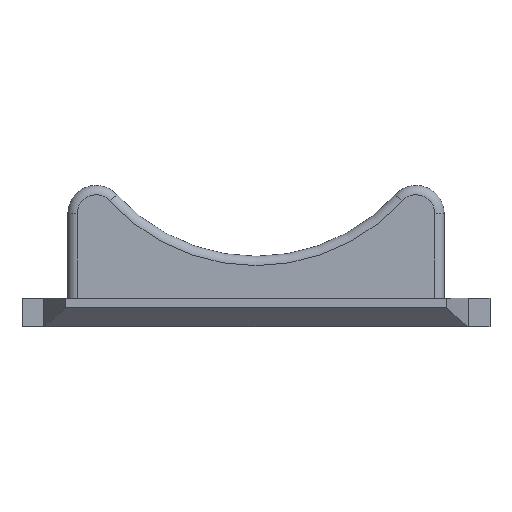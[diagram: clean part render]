
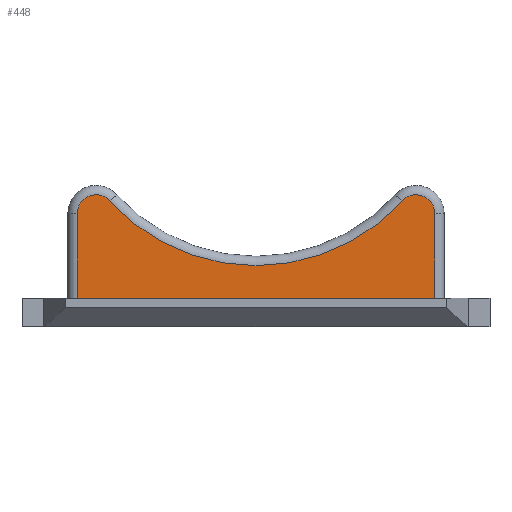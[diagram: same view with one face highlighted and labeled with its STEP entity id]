
A CAD part, top view. The second image highlights one B-rep face of the part: STEP entity #448.
In plain terms, the highlighted planar face has unit normal (0, 0, 1).
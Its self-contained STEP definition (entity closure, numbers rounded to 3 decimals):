
#39=FACE_OUTER_BOUND('',#66,.T.);
#66=EDGE_LOOP('',(#357,#358,#359,#360,#361,#362));
#83=LINE('',#684,#124);
#113=LINE('',#754,#154);
#114=LINE('',#761,#155);
#124=VECTOR('',#538,10.);
#154=VECTOR('',#600,10.);
#155=VECTOR('',#607,10.);
#171=CIRCLE('',#497,2.);
#172=CIRCLE('',#498,21.1);
#173=CIRCLE('',#499,2.);
#191=VERTEX_POINT('',#681);
#192=VERTEX_POINT('',#683);
#216=VERTEX_POINT('',#753);
#217=VERTEX_POINT('',#755);
#218=VERTEX_POINT('',#757);
#219=VERTEX_POINT('',#759);
#231=EDGE_CURVE('',#192,#191,#83,.T.);
#266=EDGE_CURVE('',#216,#191,#113,.T.);
#267=EDGE_CURVE('',#217,#216,#171,.T.);
#268=EDGE_CURVE('',#218,#217,#172,.T.);
#269=EDGE_CURVE('',#219,#218,#173,.T.);
#270=EDGE_CURVE('',#192,#219,#114,.T.);
#357=ORIENTED_EDGE('',*,*,#231,.T.);
#358=ORIENTED_EDGE('',*,*,#266,.F.);
#359=ORIENTED_EDGE('',*,*,#267,.F.);
#360=ORIENTED_EDGE('',*,*,#268,.F.);
#361=ORIENTED_EDGE('',*,*,#269,.F.);
#362=ORIENTED_EDGE('',*,*,#270,.F.);
#434=PLANE('',#496);
#448=ADVANCED_FACE('',(#39),#434,.T.);
#496=AXIS2_PLACEMENT_3D('',#752,#598,#599);
#497=AXIS2_PLACEMENT_3D('',#756,#601,#602);
#498=AXIS2_PLACEMENT_3D('',#758,#603,#604);
#499=AXIS2_PLACEMENT_3D('',#760,#605,#606);
#538=DIRECTION('',(1.,0.,0.));
#598=DIRECTION('center_axis',(0.,0.,1.));
#599=DIRECTION('ref_axis',(1.,0.,0.));
#600=DIRECTION('',(0.,-1.,0.));
#601=DIRECTION('center_axis',(0.,0.,-1.));
#602=DIRECTION('ref_axis',(0.36,0.933,0.));
#603=DIRECTION('center_axis',(0.,0.,1.));
#604=DIRECTION('ref_axis',(0.,-1.,0.));
#605=DIRECTION('center_axis',(0.,0.,-1.));
#606=DIRECTION('ref_axis',(-0.36,0.933,0.));
#607=DIRECTION('',(0.,1.,0.));
#681=CARTESIAN_POINT('',(44.1,3.,3.3));
#683=CARTESIAN_POINT('',(5.9,3.,3.3));
#684=CARTESIAN_POINT('',(36.036,3.,3.3));
#752=CARTESIAN_POINT('Origin',(25.,10.936,3.3));
#753=CARTESIAN_POINT('',(44.1,12.069,3.3));
#754=CARTESIAN_POINT('',(44.1,6.968,3.3));
#755=CARTESIAN_POINT('',(40.619,13.414,3.3));
#756=CARTESIAN_POINT('Origin',(42.1,12.069,3.3));
#757=CARTESIAN_POINT('',(9.381,13.414,3.3));
#758=CARTESIAN_POINT('Origin',(25.,27.6,3.3));
#759=CARTESIAN_POINT('',(5.9,12.069,3.3));
#760=CARTESIAN_POINT('Origin',(7.9,12.069,3.3));
#761=CARTESIAN_POINT('',(5.9,15.904,3.3));
